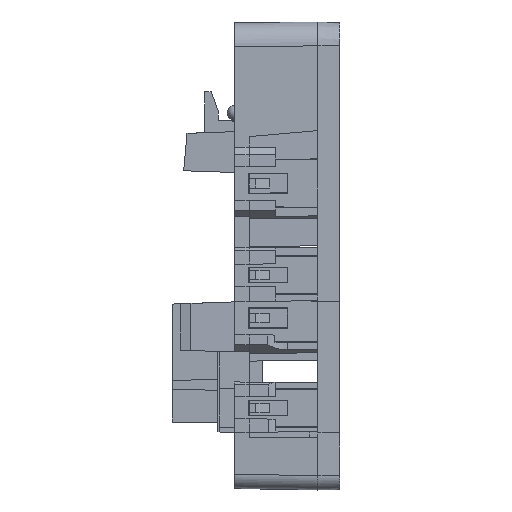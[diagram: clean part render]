
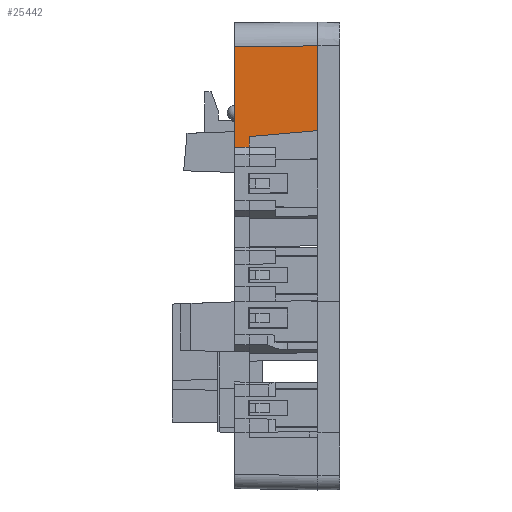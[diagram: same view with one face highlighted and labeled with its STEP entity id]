
A CAD part, left-side view. The second image highlights one B-rep face of the part: STEP entity #25442.
In plain terms, the highlighted planar face has unit normal (-1, 0.009, 0).
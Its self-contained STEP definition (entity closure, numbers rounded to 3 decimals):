
#7772=DIRECTION('',(0.,0.,1.));
#7773=VECTOR('',#7772,10.537);
#7774=CARTESIAN_POINT('',(-27.424,6.75,28.887));
#7775=LINE('',#7774,#7773);
#13003=DIRECTION('',(-0.009,-1.,0.009));
#13004=VECTOR('',#13003,8.701);
#13005=CARTESIAN_POINT('',(-27.424,6.75,39.424));
#13006=LINE('',#13005,#13004);
#13007=DIRECTION('',(0.,0.,-1.));
#13008=VECTOR('',#13007,8.87);
#13009=CARTESIAN_POINT('',(-27.5,-1.95,39.5));
#13010=LINE('',#13009,#13008);
#13011=DIRECTION('',(0.,0.,-1.));
#13012=VECTOR('',#13011,1.1);
#13013=CARTESIAN_POINT('',(-27.437,5.25,
30.));
#13014=LINE('',#13013,#13012);
#13015=DIRECTION('',(-0.009,-1.,0.009));
#13016=VECTOR('',#13015,1.5);
#13017=CARTESIAN_POINT('',(-27.424,6.75,28.887));
#13018=LINE('',#13017,#13016);
#13019=DIRECTION('',(-0.009,-0.996,0.087));
#13020=VECTOR('',#13019,7.228);
#13021=CARTESIAN_POINT('',(-27.437,5.25,
30.));
#13022=LINE('',#13021,#13020);
#17468=CARTESIAN_POINT('',(-27.5,-1.95,39.5));
#17469=CARTESIAN_POINT('',(-27.5,-1.95,30.63));
#17470=VERTEX_POINT('',#17468);
#17471=VERTEX_POINT('',#17469);
#17472=CARTESIAN_POINT('',(-27.437,5.25,
30.));
#17473=VERTEX_POINT('',#17472);
#17474=CARTESIAN_POINT('',(-27.437,5.25,28.9));
#17475=VERTEX_POINT('',#17474);
#18230=CARTESIAN_POINT('',(-27.424,6.75,28.887));
#18231=CARTESIAN_POINT('',(-27.424,6.75,39.424));
#18232=VERTEX_POINT('',#18230);
#18233=VERTEX_POINT('',#18231);
#25426=CARTESIAN_POINT('',(-27.5,-1.95,0.));
#25427=DIRECTION('',(1.,-0.009,0.));
#25428=DIRECTION('',(0.,0.,1.));
#25429=AXIS2_PLACEMENT_3D('',#25426,#25427,#25428);
#25430=PLANE('',#25429);
#25431=ORIENTED_EDGE('',*,*,#25420,.T.);
#25432=ORIENTED_EDGE('',*,*,#20053,.T.);
#25434=ORIENTED_EDGE('',*,*,#25433,.F.);
#25436=ORIENTED_EDGE('',*,*,#25435,.T.);
#25438=ORIENTED_EDGE('',*,*,#25437,.F.);
#25439=ORIENTED_EDGE('',*,*,#18615,.T.);
#25440=EDGE_LOOP('',(#25431,#25432,#25434,#25436,#25438,#25439));
#25441=FACE_OUTER_BOUND('',#25440,.F.);
#25442=ADVANCED_FACE('',(#25441),#25430,.F.);
#18615=EDGE_CURVE('',#18232,#18233,#7775,.T.);
#20053=EDGE_CURVE('',#17470,#17471,#13010,.T.);
#25420=EDGE_CURVE('',#18233,#17470,#13006,.T.);
#25433=EDGE_CURVE('',#17473,#17471,#13022,.T.);
#25435=EDGE_CURVE('',#17473,#17475,#13014,.T.);
#25437=EDGE_CURVE('',#18232,#17475,#13018,.T.);
